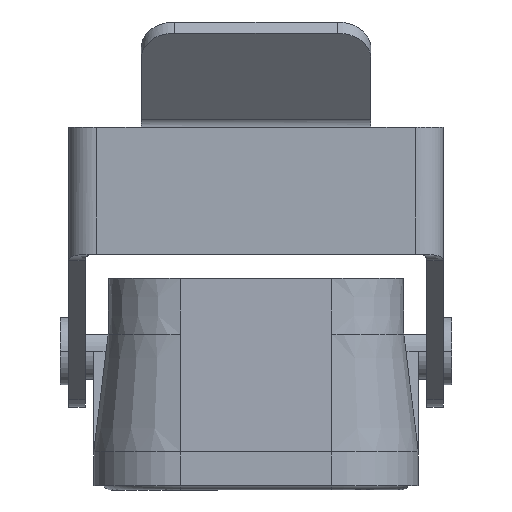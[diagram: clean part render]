
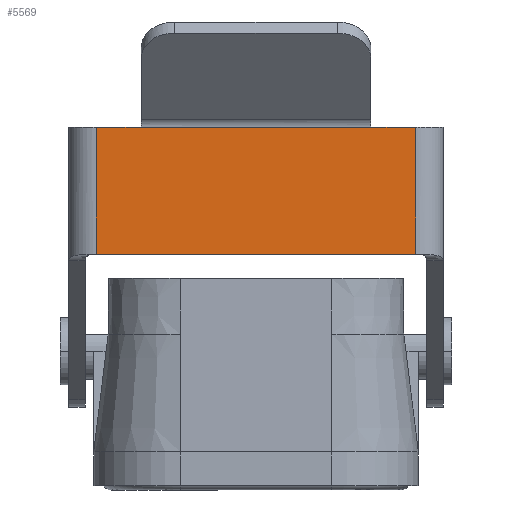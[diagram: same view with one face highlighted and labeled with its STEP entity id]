
A CAD part, front view. The second image highlights one B-rep face of the part: STEP entity #5569.
In plain terms, the highlighted planar face has unit normal (0, -1, 0).
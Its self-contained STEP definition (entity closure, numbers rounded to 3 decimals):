
#5554=AXIS2_PLACEMENT_3D('Plane Axis2P3D',#5551,#5552,#5553) ;
#4288=CARTESIAN_POINT('Vertex',(3.25,7.,32.4)) ;
#4321=CARTESIAN_POINT('Line Origine',(5.25,7.,32.4)) ;
#4325=CARTESIAN_POINT('Vertex',(7.25,7.,32.4)) ;
#4399=CARTESIAN_POINT('Vertex',(27.75,7.,32.4)) ;
#4407=CARTESIAN_POINT('Line Origine',(17.5,7.,32.4)) ;
#4678=CARTESIAN_POINT('Line Origine',(29.75,7.,32.4)) ;
#4682=CARTESIAN_POINT('Vertex',(31.75,7.,32.4)) ;
#4765=CARTESIAN_POINT('Line Origine',(31.75,7.,19.9)) ;
#4769=CARTESIAN_POINT('Vertex',(31.75,7.,21.06)) ;
#5437=CARTESIAN_POINT('Line Origine',(17.5,7.,21.06)) ;
#5441=CARTESIAN_POINT('Vertex',(3.25,7.,21.06)) ;
#5551=CARTESIAN_POINT('Axis2P3D Location',(32.75,7.,26.73)) ;
#5556=CARTESIAN_POINT('Line Origine',(3.25,7.,26.73)) ;
#4322=DIRECTION('Vector Direction',(-1.,0.,0.)) ;
#4408=DIRECTION('Vector Direction',(-1.,0.,0.)) ;
#4679=DIRECTION('Vector Direction',(-1.,0.,0.)) ;
#4766=DIRECTION('Vector Direction',(0.,0.,1.)) ;
#5438=DIRECTION('Vector Direction',(1.,0.,0.)) ;
#5552=DIRECTION('Axis2P3D Direction',(0.,-1.,0.)) ;
#5553=DIRECTION('Axis2P3D XDirection',(0.,0.,1.)) ;
#5557=DIRECTION('Vector Direction',(0.,0.,1.)) ;
#4323=VECTOR('Line Direction',#4322,1.) ;
#4409=VECTOR('Line Direction',#4408,1.) ;
#4680=VECTOR('Line Direction',#4679,1.) ;
#4767=VECTOR('Line Direction',#4766,1.) ;
#5439=VECTOR('Line Direction',#5438,1.) ;
#5558=VECTOR('Line Direction',#5557,1.) ;
#5562=ORIENTED_EDGE('',*,*,#5560,.F.) ;
#5563=ORIENTED_EDGE('',*,*,#5443,.T.) ;
#5564=ORIENTED_EDGE('',*,*,#4771,.T.) ;
#5565=ORIENTED_EDGE('',*,*,#4684,.T.) ;
#5566=ORIENTED_EDGE('',*,*,#4411,.T.) ;
#5567=ORIENTED_EDGE('',*,*,#4327,.T.) ;
#5569=ADVANCED_FACE('Hauptk\X2\00F6\X0\rper',(#5568),#5555,.T.) ;
#4327=EDGE_CURVE('',#4326,#4289,#4324,.T.) ;
#4411=EDGE_CURVE('',#4400,#4326,#4410,.T.) ;
#4684=EDGE_CURVE('',#4683,#4400,#4681,.T.) ;
#4771=EDGE_CURVE('',#4770,#4683,#4768,.T.) ;
#5443=EDGE_CURVE('',#5442,#4770,#5440,.T.) ;
#5560=EDGE_CURVE('',#5442,#4289,#5559,.T.) ;
#5561=EDGE_LOOP('',(#5562,#5563,#5564,#5565,#5566,#5567)) ;
#5568=FACE_OUTER_BOUND('',#5561,.T.) ;
#4324=LINE('Line',#4321,#4323) ;
#4410=LINE('Line',#4407,#4409) ;
#4681=LINE('Line',#4678,#4680) ;
#4768=LINE('Line',#4765,#4767) ;
#5440=LINE('Line',#5437,#5439) ;
#5559=LINE('Line',#5556,#5558) ;
#5555=PLANE('',#5554) ;
#4289=VERTEX_POINT('',#4288) ;
#4326=VERTEX_POINT('',#4325) ;
#4400=VERTEX_POINT('',#4399) ;
#4683=VERTEX_POINT('',#4682) ;
#4770=VERTEX_POINT('',#4769) ;
#5442=VERTEX_POINT('',#5441) ;
